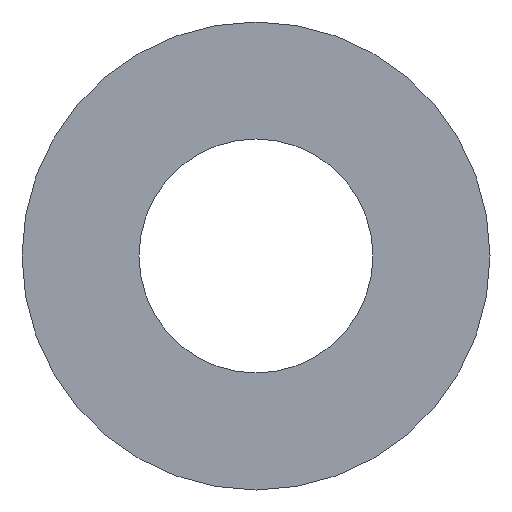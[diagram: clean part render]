
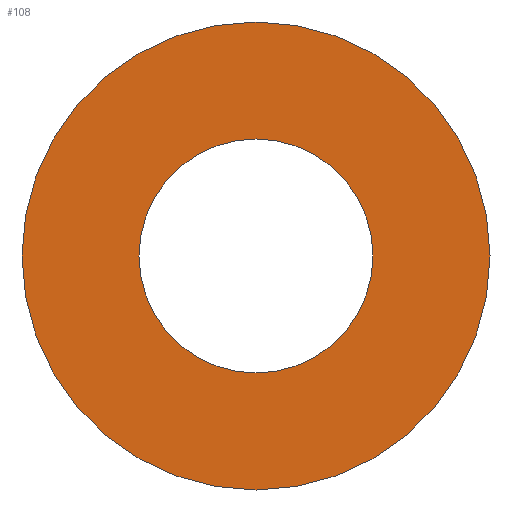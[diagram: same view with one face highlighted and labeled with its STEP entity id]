
A CAD part, front view. The second image highlights one B-rep face of the part: STEP entity #108.
In plain terms, the highlighted planar face has unit normal (0, -1, 0).
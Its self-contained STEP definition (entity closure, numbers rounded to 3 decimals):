
#4 = DIRECTION ( 'NONE',  ( 0., -1., 0. ) ) ;
#10 = EDGE_CURVE ( 'NONE', #53, #53, #262, .T. ) ;
#11 = CARTESIAN_POINT ( 'NONE',  ( 0., -0.5, 3. ) ) ;
#47 = ORIENTED_EDGE ( 'NONE', *, *, #10, .T. ) ;
#53 = VERTEX_POINT ( 'NONE', #11 ) ;
#90 = DIRECTION ( 'NONE',  ( 0., 1., 0. ) ) ;
#91 = DIRECTION ( 'NONE',  ( 0., 0., 1. ) ) ;
#96 = CARTESIAN_POINT ( 'NONE',  ( 0., -0.5, 0. ) ) ;
#97 = VERTEX_POINT ( 'NONE', #161 ) ;
#104 = FACE_OUTER_BOUND ( 'NONE', #164, .T. ) ;
#108 = ADVANCED_FACE ( 'NONE', ( #122, #104 ), #232, .T. ) ;
#119 = CARTESIAN_POINT ( 'NONE',  ( -2.296, -0.5, 5.543 ) ) ;
#122 = FACE_BOUND ( 'NONE', #249, .T. ) ;
#130 = DIRECTION ( 'NONE',  ( 0., 0., 1. ) ) ;
#140 = EDGE_CURVE ( 'NONE', #97, #97, #211, .T. ) ;
#144 = AXIS2_PLACEMENT_3D ( 'NONE', #237, #90, #91 ) ;
#154 = AXIS2_PLACEMENT_3D ( 'NONE', #96, #264, #130 ) ;
#161 = CARTESIAN_POINT ( 'NONE',  ( 0., -0.5, 6. ) ) ;
#164 = EDGE_LOOP ( 'NONE', ( #225 ) ) ;
#211 = CIRCLE ( 'NONE', #154, 6. ) ;
#222 = AXIS2_PLACEMENT_3D ( 'NONE', #119, #4, #253 ) ;
#225 = ORIENTED_EDGE ( 'NONE', *, *, #140, .F. ) ;
#232 = PLANE ( 'NONE',  #222 ) ;
#237 = CARTESIAN_POINT ( 'NONE',  ( 0., -0.5, 0. ) ) ;
#249 = EDGE_LOOP ( 'NONE', ( #47 ) ) ;
#253 = DIRECTION ( 'NONE',  ( 0., 0., -1. ) ) ;
#262 = CIRCLE ( 'NONE', #144, 3. ) ;
#264 = DIRECTION ( 'NONE',  ( 0., 1., 0. ) ) ;
